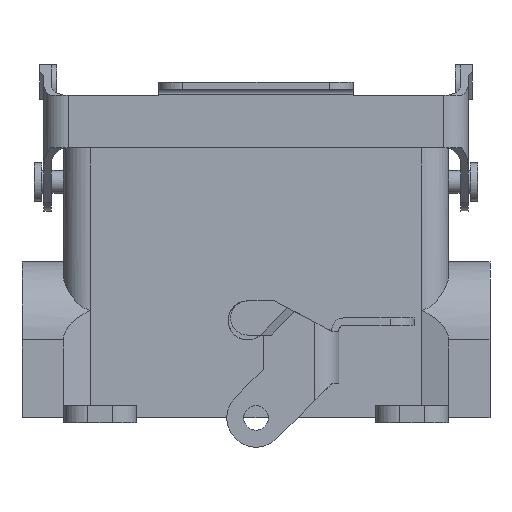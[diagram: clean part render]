
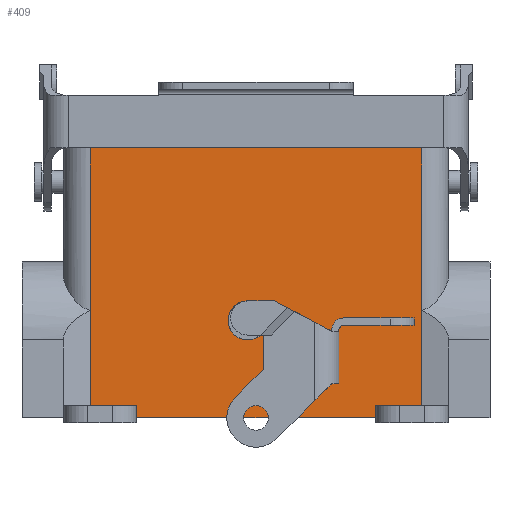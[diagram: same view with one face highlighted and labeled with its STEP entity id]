
A CAD part, front view. The second image highlights one B-rep face of the part: STEP entity #409.
In plain terms, the highlighted planar face has unit normal (0, -1, 0).
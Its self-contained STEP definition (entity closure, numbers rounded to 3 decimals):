
#409 = ADVANCED_FACE( '', ( #893 ), #894, .T. );
#893 = FACE_OUTER_BOUND( '', #1457, .T. );
#894 = PLANE( '', #1458 );
#1457 = EDGE_LOOP( '', ( #2598, #2599, #2600, #2601, #2602, #2603, #2604, #2605, #2606, #2607 ) );
#1458 = AXIS2_PLACEMENT_3D( '', #2608, #2609, #2610 );
#2598 = ORIENTED_EDGE( '', *, *, #3558, .T. );
#2599 = ORIENTED_EDGE( '', *, *, #3552, .F. );
#2600 = ORIENTED_EDGE( '', *, *, #3648, .T. );
#2601 = ORIENTED_EDGE( '', *, *, #3610, .F. );
#2602 = ORIENTED_EDGE( '', *, *, #3339, .F. );
#2603 = ORIENTED_EDGE( '', *, *, #3649, .T. );
#2604 = ORIENTED_EDGE( '', *, *, #3208, .F. );
#2605 = ORIENTED_EDGE( '', *, *, #3650, .F. );
#2606 = ORIENTED_EDGE( '', *, *, #3381, .F. );
#2607 = ORIENTED_EDGE( '', *, *, #3651, .T. );
#2608 = CARTESIAN_POINT( '', ( -34., -14.75, 56. ) );
#2609 = DIRECTION( '', ( 0., -1., 0. ) );
#2610 = DIRECTION( '', ( 0., 0., 1. ) );
#3208 = EDGE_CURVE( '', #3806, #3808, #3809, .T. );
#3339 = EDGE_CURVE( '', #4036, #4038, #4039, .T. );
#3381 = EDGE_CURVE( '', #4109, #4111, #4112, .T. );
#3552 = EDGE_CURVE( '', #4371, #4373, #4374, .T. );
#3558 = EDGE_CURVE( '', #4382, #4373, #4383, .T. );
#3610 = EDGE_CURVE( '', #4038, #4453, #4454, .T. );
#3648 = EDGE_CURVE( '', #4371, #4453, #4500, .T. );
#3649 = EDGE_CURVE( '', #4036, #3808, #4501, .T. );
#3650 = EDGE_CURVE( '', #4111, #3806, #4502, .T. );
#3651 = EDGE_CURVE( '', #4109, #4382, #4503, .T. );
#3806 = VERTEX_POINT( '', #4688 );
#3808 = VERTEX_POINT( '', #4690 );
#3809 = LINE( '', #4691, #4692 );
#4036 = VERTEX_POINT( '', #5006 );
#4038 = VERTEX_POINT( '', #5009 );
#4039 = LINE( '', #5010, #5011 );
#4109 = VERTEX_POINT( '', #5100 );
#4111 = VERTEX_POINT( '', #5102 );
#4112 = LINE( '', #5103, #5104 );
#4371 = VERTEX_POINT( '', #5544 );
#4373 = VERTEX_POINT( '', #5547 );
#4374 = LINE( '', #5548, #5549 );
#4382 = VERTEX_POINT( '', #5559 );
#4383 = LINE( '', #5560, #5561 );
#4453 = VERTEX_POINT( '', #5682 );
#4454 = LINE( '', #5683, #5684 );
#4500 = LINE( '', #5766, #5767 );
#4501 = LINE( '', #5768, #5769 );
#4502 = LINE( '', #5770, #5771 );
#4503 = LINE( '', #5772, #5773 );
#4688 = CARTESIAN_POINT( '', ( 34., -14.75, 22.2 ) );
#4690 = CARTESIAN_POINT( '', ( 34., -14.75, 2.5 ) );
#4691 = CARTESIAN_POINT( '', ( 34., -14.75, 75.472 ) );
#4692 = VECTOR( '', #6038, 1000. );
#5006 = CARTESIAN_POINT( '', ( 24.5, -14.75, 2.5 ) );
#5009 = CARTESIAN_POINT( '', ( 24.5, -14.75, 0. ) );
#5010 = CARTESIAN_POINT( '', ( 24.5, -14.75, 56. ) );
#5011 = VECTOR( '', #6204, 1000. );
#5100 = CARTESIAN_POINT( '', ( -34., -14.75, 56. ) );
#5102 = CARTESIAN_POINT( '', ( 34., -14.75, 56. ) );
#5103 = CARTESIAN_POINT( '', ( -34., -14.75, 56. ) );
#5104 = VECTOR( '', #6269, 1000. );
#5544 = CARTESIAN_POINT( '', ( -24.5, -14.75, 2.5 ) );
#5547 = CARTESIAN_POINT( '', ( -34., -14.75, 2.5 ) );
#5548 = CARTESIAN_POINT( '', ( -34., -14.75, 2.5 ) );
#5549 = VECTOR( '', #6463, 1000. );
#5559 = CARTESIAN_POINT( '', ( -34., -14.75, 22.2 ) );
#5560 = CARTESIAN_POINT( '', ( -34., -14.75, 75.472 ) );
#5561 = VECTOR( '', #6472, 1000. );
#5682 = CARTESIAN_POINT( '', ( -24.5, -14.75, 0. ) );
#5683 = CARTESIAN_POINT( '', ( 0., -14.75, 0. ) );
#5684 = VECTOR( '', #6527, 1000. );
#5766 = CARTESIAN_POINT( '', ( -24.5, -14.75, 56. ) );
#5767 = VECTOR( '', #6559, 1000. );
#5768 = CARTESIAN_POINT( '', ( 34., -14.75, 2.5 ) );
#5769 = VECTOR( '', #6560, 1000. );
#5770 = CARTESIAN_POINT( '', ( 34., -14.75, 56. ) );
#5771 = VECTOR( '', #6561, 1000. );
#5772 = CARTESIAN_POINT( '', ( -34., -14.75, 56. ) );
#5773 = VECTOR( '', #6562, 1000. );
#6038 = DIRECTION( '', ( 0., 0., -1. ) );
#6204 = DIRECTION( '', ( 0., 0., -1. ) );
#6269 = DIRECTION( '', ( 1., 0., 0. ) );
#6463 = DIRECTION( '', ( -1., 0., 0. ) );
#6472 = DIRECTION( '', ( 0., 0., -1. ) );
#6527 = DIRECTION( '', ( -1., 0., 0. ) );
#6559 = DIRECTION( '', ( 0., 0., -1. ) );
#6560 = DIRECTION( '', ( 1., 0., 0. ) );
#6561 = DIRECTION( '', ( 0., 0., -1. ) );
#6562 = DIRECTION( '', ( 0., 0., -1. ) );
